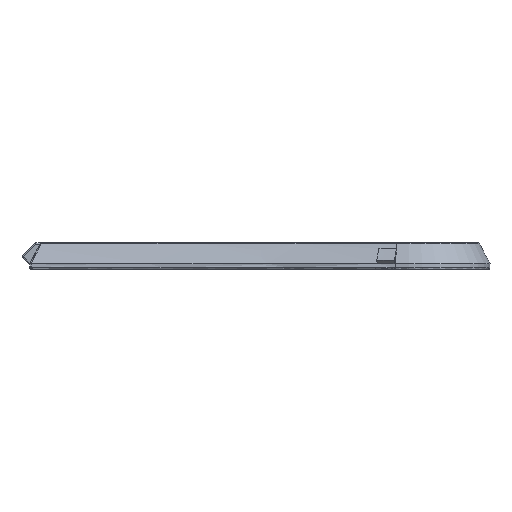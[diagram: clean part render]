
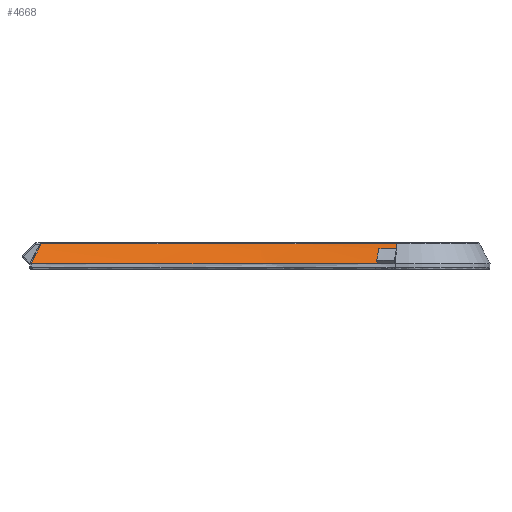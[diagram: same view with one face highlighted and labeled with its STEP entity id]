
A CAD part, left-side view. The second image highlights one B-rep face of the part: STEP entity #4668.
In plain terms, the highlighted free-form (B-spline) face has degree [3, 3] with [4, 8] control points.
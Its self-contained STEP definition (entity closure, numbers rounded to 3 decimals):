
#1157=FACE_OUTER_BOUND('',#1448,.T.);
#1448=EDGE_LOOP('',(#4109,#4110,#4111,#4112,#4113,#4114,#4115));
#1764=B_SPLINE_CURVE_WITH_KNOTS('',3,(#9289,#9290,#9291,#9292,#9293,#9294,
#9295,#9296),.UNSPECIFIED.,.F.,.F.,(4,2,2,4),(-5.179,-5.003,
-1.984,0.),.UNSPECIFIED.);
#1812=B_SPLINE_CURVE_WITH_KNOTS('',3,(#10355,#10356,#10357,#10358),
 .UNSPECIFIED.,.F.,.F.,(4,4),(0.,0.002),.UNSPECIFIED.);
#1818=B_SPLINE_CURVE_WITH_KNOTS('',3,(#10456,#10457,#10458,#10459),
 .UNSPECIFIED.,.F.,.F.,(4,4),(0.,0.361),
 .UNSPECIFIED.);
#1830=B_SPLINE_CURVE_WITH_KNOTS('',3,(#10708,#10709,#10710,#10711,#10712,
#10713,#10714,#10715,#10716,#10717),.UNSPECIFIED.,.F.,.F.,(4,3,3,4),(0.253,
1.458,3.553,3.777),.UNSPECIFIED.);
#1831=B_SPLINE_CURVE_WITH_KNOTS('',3,(#10719,#10720,#10721,#10722,#10723,
#10724),.UNSPECIFIED.,.F.,.F.,(4,2,4),(-0.243,-0.17,
0.),.UNSPECIFIED.);
#1832=B_SPLINE_CURVE_WITH_KNOTS('',3,(#10726,#10727,#10728,#10729),
 .UNSPECIFIED.,.F.,.F.,(4,4),(-0.196,-0.046),
 .UNSPECIFIED.);
#1833=B_SPLINE_CURVE_WITH_KNOTS('',3,(#10730,#10731,#10732,#10733),
 .UNSPECIFIED.,.F.,.F.,(4,4),(-0.648,-0.563),
 .UNSPECIFIED.);
#2147=VERTEX_POINT('',#9286);
#2148=VERTEX_POINT('',#9288);
#2239=VERTEX_POINT('',#10349);
#2240=VERTEX_POINT('',#10354);
#2261=VERTEX_POINT('',#10707);
#2262=VERTEX_POINT('',#10718);
#2263=VERTEX_POINT('',#10725);
#2720=EDGE_CURVE('',#2147,#2148,#1764,.T.);
#2860=EDGE_CURVE('',#2239,#2240,#1812,.T.);
#2866=EDGE_CURVE('',#2240,#2147,#1818,.T.);
#2907=EDGE_CURVE('',#2239,#2261,#1830,.F.);
#2908=EDGE_CURVE('',#2262,#2261,#1831,.T.);
#2909=EDGE_CURVE('',#2262,#2263,#1832,.T.);
#2910=EDGE_CURVE('',#2148,#2263,#1833,.T.);
#4109=ORIENTED_EDGE('',*,*,#2720,.F.);
#4110=ORIENTED_EDGE('',*,*,#2866,.F.);
#4111=ORIENTED_EDGE('',*,*,#2860,.F.);
#4112=ORIENTED_EDGE('',*,*,#2907,.T.);
#4113=ORIENTED_EDGE('',*,*,#2908,.F.);
#4114=ORIENTED_EDGE('',*,*,#2909,.T.);
#4115=ORIENTED_EDGE('',*,*,#2910,.F.);
#4444=B_SPLINE_SURFACE_WITH_KNOTS('',3,3,((#10675,#10676,#10677,#10678,
#10679,#10680,#10681,#10682),(#10683,#10684,#10685,#10686,#10687,#10688,
#10689,#10690),(#10691,#10692,#10693,#10694,#10695,#10696,#10697,#10698),
(#10699,#10700,#10701,#10702,#10703,#10704,#10705,#10706)),
 .UNSPECIFIED.,.F.,.F.,.F.,(4,4),(4,2,2,4),(0.,0.328),
(0.389,0.421,0.709,0.901),
 .UNSPECIFIED.);
#4668=ADVANCED_FACE('',(#1157),#4444,.F.);
#9286=CARTESIAN_POINT('',(-33.321,129.778,1.994));
#9288=CARTESIAN_POINT('',(-37.47,78.234,1.994));
#9289=CARTESIAN_POINT('Ctrl Pts',(-33.321,129.778,1.994));
#9290=CARTESIAN_POINT('Ctrl Pts',(-33.33,129.192,1.994));
#9291=CARTESIAN_POINT('Ctrl Pts',(-33.339,128.607,1.994));
#9292=CARTESIAN_POINT('Ctrl Pts',(-33.507,117.959,1.994));
#9293=CARTESIAN_POINT('Ctrl Pts',(-33.894,107.902,1.994));
#9294=CARTESIAN_POINT('Ctrl Pts',(-35.398,91.289,1.994));
#9295=CARTESIAN_POINT('Ctrl Pts',(-36.221,84.719,1.994));
#9296=CARTESIAN_POINT('Ctrl Pts',(-37.47,78.234,1.994));
#10349=CARTESIAN_POINT('',(-34.841,131.298,-0.9));
#10354=CARTESIAN_POINT('',(-34.839,131.32,-0.898));
#10355=CARTESIAN_POINT('Ctrl Pts',(-34.841,131.298,-0.9));
#10356=CARTESIAN_POINT('Ctrl Pts',(-34.84,131.306,-0.9));
#10357=CARTESIAN_POINT('Ctrl Pts',(-34.84,131.313,-0.899));
#10358=CARTESIAN_POINT('Ctrl Pts',(-34.839,131.32,-0.898));
#10456=CARTESIAN_POINT('Ctrl Pts',(-34.839,131.32,-0.898));
#10457=CARTESIAN_POINT('Ctrl Pts',(-34.333,130.806,0.066));
#10458=CARTESIAN_POINT('Ctrl Pts',(-33.827,130.292,1.03));
#10459=CARTESIAN_POINT('Ctrl Pts',(-33.321,129.778,1.994));
#10675=CARTESIAN_POINT('Ctrl Pts',(-34.84,131.32,-0.9));
#10676=CARTESIAN_POINT('Ctrl Pts',(-34.857,130.229,-0.9));
#10677=CARTESIAN_POINT('Ctrl Pts',(-34.875,129.137,-0.9));
#10678=CARTESIAN_POINT('Ctrl Pts',(-35.05,117.948,-0.9));
#10679=CARTESIAN_POINT('Ctrl Pts',(-35.442,107.931,-0.9));
#10680=CARTESIAN_POINT('Ctrl Pts',(-36.934,91.439,-0.9));
#10681=CARTESIAN_POINT('Ctrl Pts',(-37.753,84.927,-0.9));
#10682=CARTESIAN_POINT('Ctrl Pts',(-38.986,78.526,-0.9));
#10683=CARTESIAN_POINT('Ctrl Pts',(-34.326,131.312,0.065));
#10684=CARTESIAN_POINT('Ctrl Pts',(-34.343,130.221,0.065));
#10685=CARTESIAN_POINT('Ctrl Pts',(-34.36,129.129,0.065));
#10686=CARTESIAN_POINT('Ctrl Pts',(-34.536,117.938,0.065));
#10687=CARTESIAN_POINT('Ctrl Pts',(-34.927,107.902,0.065));
#10688=CARTESIAN_POINT('Ctrl Pts',(-36.423,91.381,0.065));
#10689=CARTESIAN_POINT('Ctrl Pts',(-37.244,84.851,0.065));
#10690=CARTESIAN_POINT('Ctrl Pts',(-38.481,78.429,0.065));
#10691=CARTESIAN_POINT('Ctrl Pts',(-33.811,131.304,1.03));
#10692=CARTESIAN_POINT('Ctrl Pts',(-33.829,130.213,1.03));
#10693=CARTESIAN_POINT('Ctrl Pts',(-33.846,129.121,1.03));
#10694=CARTESIAN_POINT('Ctrl Pts',(-34.022,117.928,1.03));
#10695=CARTESIAN_POINT('Ctrl Pts',(-34.413,107.873,1.03));
#10696=CARTESIAN_POINT('Ctrl Pts',(-35.912,91.324,1.03));
#10697=CARTESIAN_POINT('Ctrl Pts',(-36.734,84.776,1.03));
#10698=CARTESIAN_POINT('Ctrl Pts',(-37.975,78.332,1.03));
#10699=CARTESIAN_POINT('Ctrl Pts',(-33.297,131.296,1.994));
#10700=CARTESIAN_POINT('Ctrl Pts',(-33.314,130.204,1.994));
#10701=CARTESIAN_POINT('Ctrl Pts',(-33.331,129.113,1.994));
#10702=CARTESIAN_POINT('Ctrl Pts',(-33.507,117.918,1.994));
#10703=CARTESIAN_POINT('Ctrl Pts',(-33.899,107.844,1.994));
#10704=CARTESIAN_POINT('Ctrl Pts',(-35.4,91.266,1.994));
#10705=CARTESIAN_POINT('Ctrl Pts',(-36.225,84.701,1.994));
#10706=CARTESIAN_POINT('Ctrl Pts',(-37.47,78.234,1.994));
#10707=CARTESIAN_POINT('',(-38.516,81.086,-0.9));
#10708=CARTESIAN_POINT('Ctrl Pts',(-38.516,81.086,-0.9));
#10709=CARTESIAN_POINT('Ctrl Pts',(-37.54,86.66,-0.9));
#10710=CARTESIAN_POINT('Ctrl Pts',(-36.855,92.313,-0.9));
#10711=CARTESIAN_POINT('Ctrl Pts',(-36.339,98.014,-0.9));
#10712=CARTESIAN_POINT('Ctrl Pts',(-35.442,107.931,-0.9));
#10713=CARTESIAN_POINT('Ctrl Pts',(-35.05,117.948,-0.9));
#10714=CARTESIAN_POINT('Ctrl Pts',(-34.892,128.046,-0.9));
#10715=CARTESIAN_POINT('Ctrl Pts',(-34.875,129.13,-0.9));
#10716=CARTESIAN_POINT('Ctrl Pts',(-34.858,130.214,-0.9));
#10717=CARTESIAN_POINT('Ctrl Pts',(-34.841,131.298,-0.9));
#10718=CARTESIAN_POINT('',(-37.394,80.868,1.243));
#10719=CARTESIAN_POINT('Ctrl Pts',(-37.394,80.868,1.243));
#10720=CARTESIAN_POINT('Ctrl Pts',(-37.506,80.89,1.029));
#10721=CARTESIAN_POINT('Ctrl Pts',(-37.618,80.912,0.815));
#10722=CARTESIAN_POINT('Ctrl Pts',(-37.992,80.984,0.1));
#10723=CARTESIAN_POINT('Ctrl Pts',(-38.254,81.035,-0.4));
#10724=CARTESIAN_POINT('Ctrl Pts',(-38.516,81.086,-0.9));
#10725=CARTESIAN_POINT('',(-37.864,78.311,1.243));
#10726=CARTESIAN_POINT('Ctrl Pts',(-37.394,80.868,1.243));
#10727=CARTESIAN_POINT('Ctrl Pts',(-37.543,80.014,1.243));
#10728=CARTESIAN_POINT('Ctrl Pts',(-37.7,79.161,1.243));
#10729=CARTESIAN_POINT('Ctrl Pts',(-37.864,78.311,1.243));
#10730=CARTESIAN_POINT('Ctrl Pts',(-37.47,78.234,1.994));
#10731=CARTESIAN_POINT('Ctrl Pts',(-37.601,78.26,1.744));
#10732=CARTESIAN_POINT('Ctrl Pts',(-37.732,78.285,1.493));
#10733=CARTESIAN_POINT('Ctrl Pts',(-37.864,78.311,1.243));
